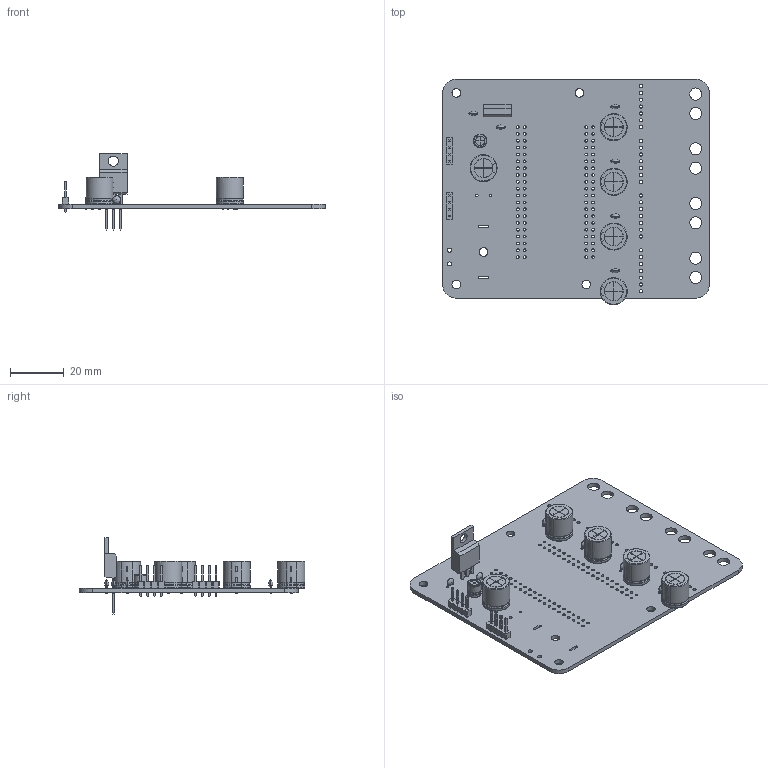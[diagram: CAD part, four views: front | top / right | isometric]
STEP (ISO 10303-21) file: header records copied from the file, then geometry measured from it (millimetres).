
FILE_DESCRIPTION(('KiCad electronic assembly'),'2;1');
FILE_NAME('DragonRobot.step','2020-09-17T16:18:31',('An Author'),( 'A Company'),'Open CASCADE STEP processor 6.9', 'KiCad to STEP converter','Unknown');
FILE_SCHEMA(('AUTOMOTIVE_DESIGN { 1 0 10303 214 1 1 1 1 }'));
Length unit declared in the file: millimetre
Products named in the file (12): Open CASCADE STEP translator 6.9 1; CP_Radial_D10.0mm_P5.00mm; SOLID; CP_Radial_D5.0mm_P2.50mm; C_Disc_D3.0mm_W1.6mm_P2.50mm; TO-220-3_Vertical; PinHeader_1x04_P2.54mm_Vertical; COMPOUND
Assembly tree (21 placements, depth 3):
  Open CASCADE STEP translator 6.9 1
    CP_Radial_D10.0mm_P5.00mm  x5
      SOLID
    CP_Radial_D5.0mm_P2.50mm
      SOLID
    C_Disc_D3.0mm_W1.6mm_P2.50mm  x6
      SOLID
    TO-220-3_Vertical
      SOLID
    PinHeader_1x04_P2.54mm_Vertical  x2
      SOLID
    COMPOUND
Bounding box: 99.06 x 83.74 x 28.52 mm (x, y, z)
Volume: 16987.8 mm3; surface area: 21222.2 mm2
Topology: 16 solids, 22 shells, 787 faces, 2039 edges, 1317 vertices
Faces by surface type: plane 407, cylinder 288, revolution 37, bspline 31, torus 12, sphere 12
Full cylindrical faces by diameter (mm): 0.5 x14, 0.7 x10, 0.8 x14, 1 x100, 1.1 x3, 1.19 x28, 1.52 x2, 3.2 x5, 3.735 x1, 4.5 x8
Entity records: 34959 total; most frequent: CARTESIAN_POINT 8434, DIRECTION 4672, LINE 2502, VECTOR 2502, ORIENTED_EDGE 2336, PCURVE 2336, DEFINITIONAL_REPRESENTATION 2336, EDGE_CURVE 1168
